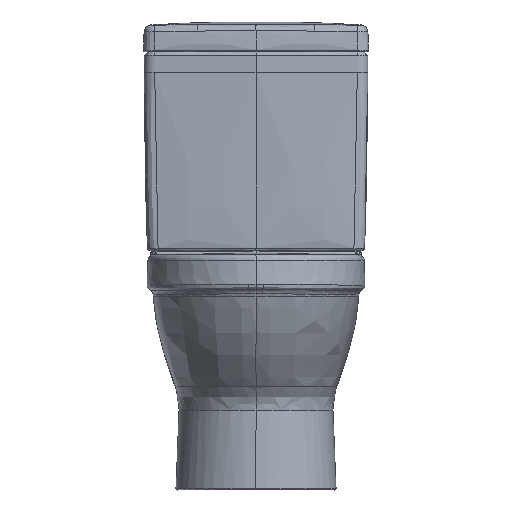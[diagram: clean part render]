
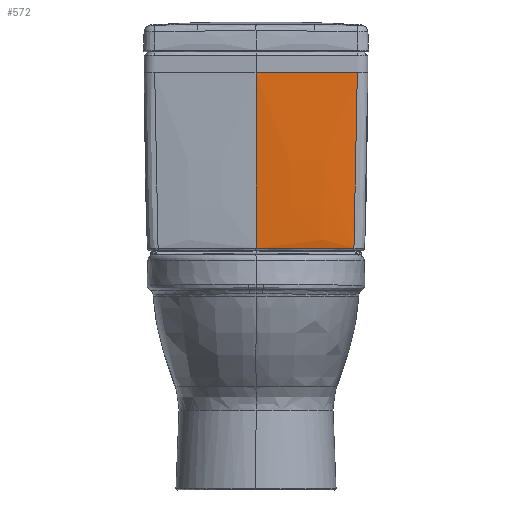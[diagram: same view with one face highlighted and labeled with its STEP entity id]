
A CAD part, front view. The second image highlights one B-rep face of the part: STEP entity #572.
In plain terms, the highlighted free-form (B-spline) face has degree [3, 3] with [4, 11] control points.
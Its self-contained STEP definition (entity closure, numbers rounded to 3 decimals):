
#572=ADVANCED_FACE('',(#1053),#859,.F.);
#859=B_SPLINE_SURFACE_WITH_KNOTS('',3,3,((#22638,#22639,#22640,#22641,#22642,
#22643,#22644,#22645,#22646,#22647,#22648),(#22649,#22650,#22651,#22652,
#22653,#22654,#22655,#22656,#22657,#22658,#22659),(#22660,#22661,#22662,
#22663,#22664,#22665,#22666,#22667,#22668,#22669,#22670),(#22671,#22672,
#22673,#22674,#22675,#22676,#22677,#22678,#22679,#22680,#22681)),
 .UNSPECIFIED.,.F.,.F.,.F.,(4,4),(4,1,1,1,1,1,1,1,4),(0.,1.),(0.,0.252,
0.504,0.631,0.757,0.883,
0.914,0.946,1.),.UNSPECIFIED.);
#1053=FACE_OUTER_BOUND('',#1389,.T.);
#1389=EDGE_LOOP('',(#2124,#2125,#2126,#2127));
#2124=ORIENTED_EDGE('',*,*,#4182,.F.);
#2125=ORIENTED_EDGE('',*,*,#4183,.T.);
#2126=ORIENTED_EDGE('',*,*,#4184,.T.);
#2127=ORIENTED_EDGE('',*,*,#4185,.F.);
#3547=VERTEX_POINT('',#22527);
#3548=VERTEX_POINT('',#22580);
#3549=VERTEX_POINT('',#22621);
#3550=VERTEX_POINT('',#22626);
#4182=EDGE_CURVE('',#3547,#3548,#4991,.T.);
#4183=EDGE_CURVE('',#3547,#3549,#4992,.T.);
#4184=EDGE_CURVE('',#3549,#3550,#4993,.T.);
#4185=EDGE_CURVE('',#3548,#3550,#4994,.T.);
#4991=B_SPLINE_CURVE_WITH_KNOTS('',3,(#22576,#22577,#22578,#22579),
 .UNSPECIFIED.,.F.,.F.,(4,4),(0.,1.),.UNSPECIFIED.);
#4992=B_SPLINE_CURVE_WITH_KNOTS('',3,(#22581,#22582,#22583,#22584,#22585,
#22586,#22587,#22588,#22589,#22590,#22591,#22592,#22593,#22594,#22595,#22596,
#22597,#22598,#22599,#22600,#22601,#22602,#22603,#22604,#22605,#22606,#22607,
#22608,#22609,#22610,#22611,#22612,#22613,#22614,#22615,#22616,#22617,#22618,
#22619,#22620),.UNSPECIFIED.,.F.,.F.,(4,2,2,2,2,2,2,1,2,2,2,2,2,1,2,2,2,
2,1,1,2,4),(0.,0.062,0.07,0.074,
0.078,0.094,0.125,0.141,0.148,0.156,
0.188,0.25,0.266,0.281,0.312,
0.375,0.5,0.531,0.562,
0.625,0.75,1.),.UNSPECIFIED.);
#4993=B_SPLINE_CURVE_WITH_KNOTS('',3,(#22622,#22623,#22624,#22625),
 .UNSPECIFIED.,.F.,.F.,(4,4),(0.,1.),.UNSPECIFIED.);
#4994=B_SPLINE_CURVE_WITH_KNOTS('',3,(#22627,#22628,#22629,#22630,#22631,
#22632,#22633,#22634,#22635,#22636,#22637),.UNSPECIFIED.,.F.,.F.,(4,1,1,
1,1,1,1,1,4),(0.,0.048,0.08,0.112,
0.239,0.366,0.492,0.746,1.),
 .UNSPECIFIED.);
#22527=CARTESIAN_POINT('',(166.854,-149.274,11.07));
#22576=CARTESIAN_POINT('',(166.854,-149.274,11.07));
#22577=CARTESIAN_POINT('',(111.411,-154.452,11.07));
#22578=CARTESIAN_POINT('',(55.705,-157.048,11.07));
#22579=CARTESIAN_POINT('',(0.,-157.048,11.07));
#22580=CARTESIAN_POINT('',(0.,-157.048,11.07));
#22581=CARTESIAN_POINT('',(166.854,-149.274,11.07));
#22582=CARTESIAN_POINT('',(167.299,-149.704,15.647));
#22583=CARTESIAN_POINT('',(167.66,-150.05,21.27));
#22584=CARTESIAN_POINT('',(167.969,-150.315,28.784));
#22585=CARTESIAN_POINT('',(168.002,-150.344,29.635));
#22586=CARTESIAN_POINT('',(168.05,-150.385,30.935));
#22587=CARTESIAN_POINT('',(168.065,-150.398,31.372));
#22588=CARTESIAN_POINT('',(168.096,-150.425,32.255));
#22589=CARTESIAN_POINT('',(168.102,-150.431,32.458));
#22590=CARTESIAN_POINT('',(168.15,-150.472,33.864));
#22591=CARTESIAN_POINT('',(168.191,-150.507,35.115));
#22592=CARTESIAN_POINT('',(168.323,-150.621,39.237));
#22593=CARTESIAN_POINT('',(168.424,-150.707,42.479));
#22594=CARTESIAN_POINT('',(168.595,-150.854,48.103));
#22595=CARTESIAN_POINT('',(168.685,-150.931,51.105));
#22596=CARTESIAN_POINT('',(168.783,-151.015,54.392));
#22597=CARTESIAN_POINT('',(168.849,-151.072,56.647));
#22598=CARTESIAN_POINT('',(168.869,-151.089,57.32));
#22599=CARTESIAN_POINT('',(168.985,-151.188,61.306));
#22600=CARTESIAN_POINT('',(169.076,-151.266,64.46));
#22601=CARTESIAN_POINT('',(169.34,-151.492,73.819));
#22602=CARTESIAN_POINT('',(169.506,-151.634,79.92));
#22603=CARTESIAN_POINT('',(169.7,-151.801,87.371));
#22604=CARTESIAN_POINT('',(169.742,-151.836,88.972));
#22605=CARTESIAN_POINT('',(169.821,-151.904,92.065));
#22606=CARTESIAN_POINT('',(169.938,-152.004,96.709));
#22607=CARTESIAN_POINT('',(170.051,-152.101,101.36));
#22608=CARTESIAN_POINT('',(170.274,-152.292,110.675));
#22609=CARTESIAN_POINT('',(170.416,-152.413,116.9));
#22610=CARTESIAN_POINT('',(170.822,-152.761,135.622));
#22611=CARTESIAN_POINT('',(171.067,-152.971,148.165));
#22612=CARTESIAN_POINT('',(171.342,-153.206,163.922));
#22613=CARTESIAN_POINT('',(171.393,-153.25,166.985));
#22614=CARTESIAN_POINT('',(171.495,-153.337,173.203));
#22615=CARTESIAN_POINT('',(171.643,-153.464,182.532));
#22616=CARTESIAN_POINT('',(171.952,-153.729,204.319));
#22617=CARTESIAN_POINT('',(172.159,-153.905,223.026));
#22618=CARTESIAN_POINT('',(172.493,-154.191,260.484));
#22619=CARTESIAN_POINT('',(172.61,-154.291,285.513));
#22620=CARTESIAN_POINT('',(172.622,-154.302,310.6));
#22621=CARTESIAN_POINT('',(172.622,-154.299,310.6));
#22622=CARTESIAN_POINT('',(172.622,-154.302,310.6));
#22623=CARTESIAN_POINT('',(115.325,-159.82,310.6));
#22624=CARTESIAN_POINT('',(57.564,-162.596,310.6));
#22625=CARTESIAN_POINT('',(0.,-162.596,310.6));
#22626=CARTESIAN_POINT('',(0.,-162.596,310.6));
#22627=CARTESIAN_POINT('',(0.,-157.048,11.07));
#22628=CARTESIAN_POINT('',(0.,-157.54,15.872));
#22629=CARTESIAN_POINT('',(0.,-158.038,23.852));
#22630=CARTESIAN_POINT('',(0.,-158.403,35.05));
#22631=CARTESIAN_POINT('',(0.,-158.956,53.904));
#22632=CARTESIAN_POINT('',(0.,-159.729,82.252));
#22633=CARTESIAN_POINT('',(0.,-160.598,120.111));
#22634=CARTESIAN_POINT('',(0.,-161.55,170.697));
#22635=CARTESIAN_POINT('',(0.,-162.354,234.125));
#22636=CARTESIAN_POINT('',(0.,-162.584,285.074));
#22637=CARTESIAN_POINT('',(0.,-162.596,310.6));
#22638=CARTESIAN_POINT('',(0.,-162.596,310.6));
#22639=CARTESIAN_POINT('',(0.,-162.584,285.074));
#22640=CARTESIAN_POINT('',(0.,-162.354,234.125));
#22641=CARTESIAN_POINT('',(0.,-161.55,170.697));
#22642=CARTESIAN_POINT('',(0.,-160.598,120.111));
#22643=CARTESIAN_POINT('',(0.,-159.729,82.252));
#22644=CARTESIAN_POINT('',(0.,-158.956,53.904));
#22645=CARTESIAN_POINT('',(0.,-158.403,35.05));
#22646=CARTESIAN_POINT('',(0.,-158.018,23.252));
#22647=CARTESIAN_POINT('',(0.,-157.464,14.677));
#22648=CARTESIAN_POINT('',(0.,-156.856,9.285));
#22649=CARTESIAN_POINT('',(57.909,-162.596,310.6));
#22650=CARTESIAN_POINT('',(57.909,-162.584,285.074));
#22651=CARTESIAN_POINT('',(57.903,-162.354,234.125));
#22652=CARTESIAN_POINT('',(57.882,-161.55,170.697));
#22653=CARTESIAN_POINT('',(57.857,-160.598,120.111));
#22654=CARTESIAN_POINT('',(57.834,-159.729,82.252));
#22655=CARTESIAN_POINT('',(57.814,-158.956,53.904));
#22656=CARTESIAN_POINT('',(57.799,-158.403,35.05));
#22657=CARTESIAN_POINT('',(57.789,-158.018,23.252));
#22658=CARTESIAN_POINT('',(57.774,-157.464,14.677));
#22659=CARTESIAN_POINT('',(57.758,-156.856,9.285));
#22660=CARTESIAN_POINT('',(116.018,-159.786,310.6));
#22661=CARTESIAN_POINT('',(116.017,-159.775,285.074));
#22662=CARTESIAN_POINT('',(115.999,-159.546,234.125));
#22663=CARTESIAN_POINT('',(115.937,-158.744,170.697));
#22664=CARTESIAN_POINT('',(115.864,-157.794,120.111));
#22665=CARTESIAN_POINT('',(115.797,-156.928,82.252));
#22666=CARTESIAN_POINT('',(115.738,-156.156,53.904));
#22667=CARTESIAN_POINT('',(115.695,-155.604,35.05));
#22668=CARTESIAN_POINT('',(115.665,-155.221,23.252));
#22669=CARTESIAN_POINT('',(115.623,-154.668,14.677));
#22670=CARTESIAN_POINT('',(115.576,-154.061,9.285));
#22671=CARTESIAN_POINT('',(173.653,-154.202,310.6));
#22672=CARTESIAN_POINT('',(173.652,-154.19,285.074));
#22673=CARTESIAN_POINT('',(173.628,-153.962,234.125));
#22674=CARTESIAN_POINT('',(173.542,-153.162,170.697));
#22675=CARTESIAN_POINT('',(173.441,-152.214,120.111));
#22676=CARTESIAN_POINT('',(173.348,-151.351,82.252));
#22677=CARTESIAN_POINT('',(173.266,-150.581,53.904));
#22678=CARTESIAN_POINT('',(173.207,-150.031,35.05));
#22679=CARTESIAN_POINT('',(173.166,-149.649,23.252));
#22680=CARTESIAN_POINT('',(173.107,-149.097,14.677));
#22681=CARTESIAN_POINT('',(173.043,-148.492,9.285));
